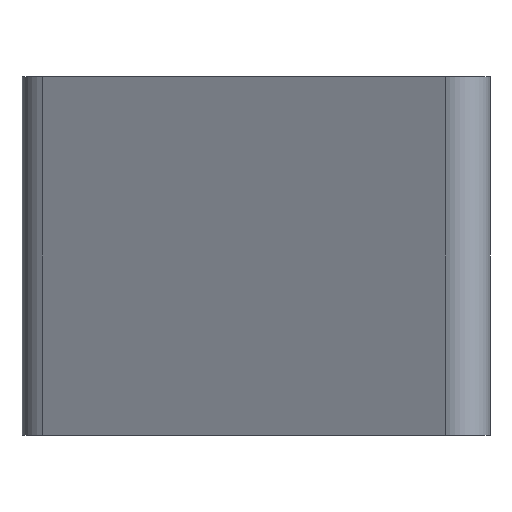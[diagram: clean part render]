
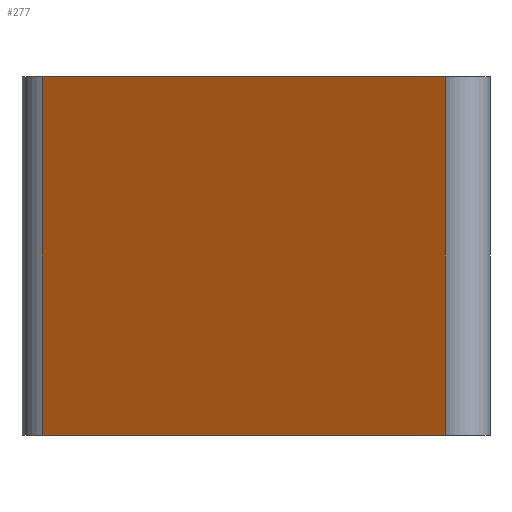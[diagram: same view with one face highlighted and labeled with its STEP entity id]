
A CAD part, front view. The second image highlights one B-rep face of the part: STEP entity #277.
In plain terms, the highlighted planar face has unit normal (-0.496, -0.868, 0).
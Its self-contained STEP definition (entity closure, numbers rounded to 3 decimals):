
#33 = FACE_OUTER_BOUND ( 'NONE', #220, .T. ) ;
#53 = DIRECTION ( 'NONE',  ( 0., 0., 1. ) ) ;
#74 = CARTESIAN_POINT ( 'NONE',  ( 192.56, -133.025, -90.763 ) ) ;
#76 = VERTEX_POINT ( 'NONE', #511 ) ;
#91 = VECTOR ( 'NONE', #53, 1000. ) ;
#96 = CARTESIAN_POINT ( 'NONE',  ( 192.56, -133.025, 89.237 ) ) ;
#121 = CARTESIAN_POINT ( 'NONE',  ( -9.92, -17.367, -90.763 ) ) ;
#166 = ORIENTED_EDGE ( 'NONE', *, *, #367, .T. ) ;
#178 = EDGE_CURVE ( 'NONE', #495, #76, #429, .T. ) ;
#187 = EDGE_CURVE ( 'NONE', #488, #495, #204, .T. ) ;
#190 = DIRECTION ( 'NONE',  ( 0.868, -0.496, 0. ) ) ;
#194 = CARTESIAN_POINT ( 'NONE',  ( -9.92, -17.367, -90.763 ) ) ;
#197 = ORIENTED_EDGE ( 'NONE', *, *, #178, .F. ) ;
#204 = LINE ( 'NONE', #482, #91 ) ;
#206 = EDGE_CURVE ( 'NONE', #438, #76, #520, .T. ) ;
#220 = EDGE_LOOP ( 'NONE', ( #197, #430, #166, #467 ) ) ;
#226 = VECTOR ( 'NONE', #190, 1000. ) ;
#227 = CARTESIAN_POINT ( 'NONE',  ( -9.92, -17.367, 89.237 ) ) ;
#235 = CARTESIAN_POINT ( 'NONE',  ( -9.92, -17.367, 89.237 ) ) ;
#277 = ADVANCED_FACE ( 'NONE', ( #33 ), #398, .F. ) ;
#310 = DIRECTION ( 'NONE',  ( -0.868, 0.496, 0. ) ) ;
#312 = VECTOR ( 'NONE', #344, 1000. ) ;
#344 = DIRECTION ( 'NONE',  ( 0.868, -0.496, 0. ) ) ;
#367 = EDGE_CURVE ( 'NONE', #488, #438, #464, .T. ) ;
#396 = VECTOR ( 'NONE', #527, 1000. ) ;
#398 = PLANE ( 'NONE',  #532 ) ;
#429 = LINE ( 'NONE', #435, #312 ) ;
#430 = ORIENTED_EDGE ( 'NONE', *, *, #187, .F. ) ;
#435 = CARTESIAN_POINT ( 'NONE',  ( -9.92, -17.367, 89.237 ) ) ;
#438 = VERTEX_POINT ( 'NONE', #74 ) ;
#464 = LINE ( 'NONE', #121, #226 ) ;
#467 = ORIENTED_EDGE ( 'NONE', *, *, #206, .T. ) ;
#482 = CARTESIAN_POINT ( 'NONE',  ( -9.92, -17.367, 89.237 ) ) ;
#488 = VERTEX_POINT ( 'NONE', #194 ) ;
#495 = VERTEX_POINT ( 'NONE', #235 ) ;
#511 = CARTESIAN_POINT ( 'NONE',  ( 192.56, -133.025, 89.237 ) ) ;
#520 = LINE ( 'NONE', #96, #396 ) ;
#527 = DIRECTION ( 'NONE',  ( 0., 0., 1. ) ) ;
#528 = DIRECTION ( 'NONE',  ( 0.496, 0.868, 0. ) ) ;
#532 = AXIS2_PLACEMENT_3D ( 'NONE', #227, #528, #310 ) ;
